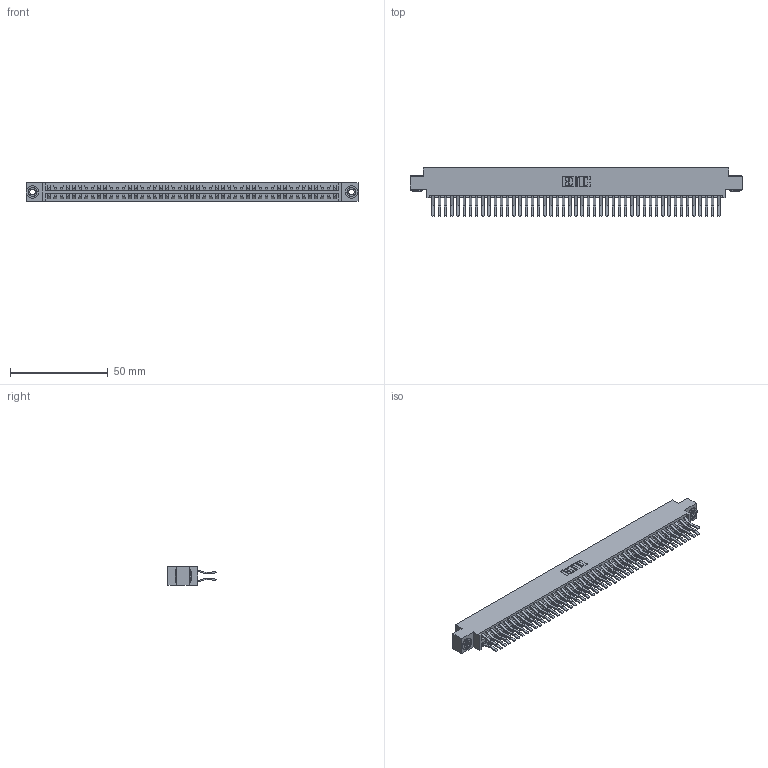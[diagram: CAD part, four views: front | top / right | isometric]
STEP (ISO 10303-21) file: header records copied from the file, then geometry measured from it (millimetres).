
FILE_DESCRIPTION (( 'STEP AP203' ), '1' );
FILE_NAME ('346-094-560-803.STEP', '2018-08-30T06:10:52', ( '' ), ( '' ), 'SwSTEP 2.0', 'SolidWorks 2016', '' );
FILE_SCHEMA (( 'CONFIG_CONTROL_DESIGN' ));
Length unit declared in the file: inch
Products named in the file (4): 346 Part_0.170 Offset - 0.156 Dia-TH; 345-292-001_560 Tail; 345-250-002_345-250-002-102; 346-094-560-803
Assembly tree (97 placements, depth 2):
  346-094-560-803
    346 Part_0.170 Offset - 0.156 Dia-TH
    345-292-001_560 Tail  x94
    345-250-002_345-250-002-102  x2
Bounding box: 169.8 x 24.78 x 9.4 mm (x, y, z)
Volume: 17077.3 mm3; surface area: 25590 mm2
Topology: 97 solids, 97 shells, 5240 faces, 15551 edges, 10238 vertices
Faces by surface type: plane 3380, cylinder 1852, cone 8
Entity records: 30870 total; most frequent: CARTESIAN_POINT 5059, ORIENTED_EDGE 4986, DIRECTION 4543, EDGE_CURVE 2493, VECTOR 2145, LINE 2145, VERTEX_POINT 1658, AXIS2_PLACEMENT_3D 1199
